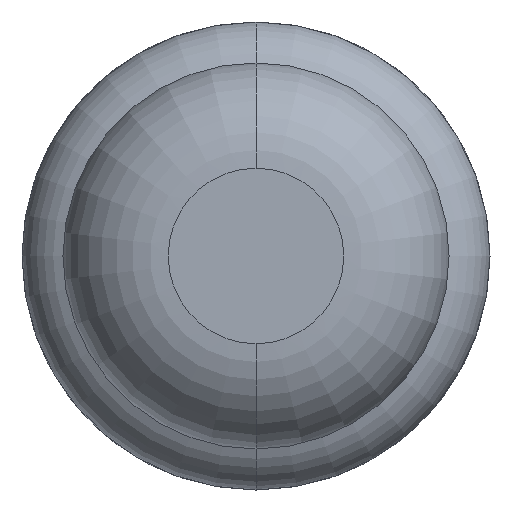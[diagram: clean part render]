
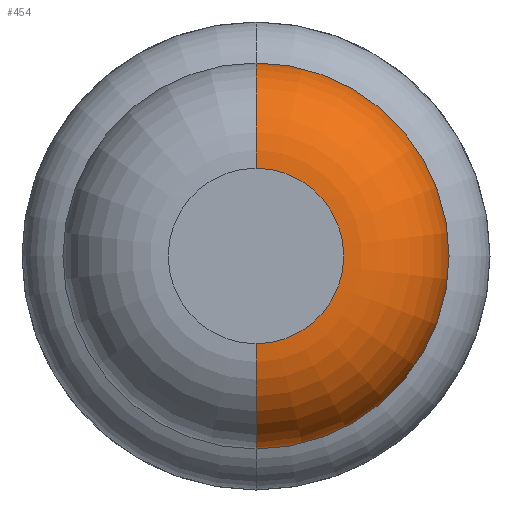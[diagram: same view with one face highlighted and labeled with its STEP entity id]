
A CAD part, front view. The second image highlights one B-rep face of the part: STEP entity #454.
In plain terms, the highlighted toroidal (fillet/blend) face has major radius 0.375 mm and minor radius 0.45 mm.
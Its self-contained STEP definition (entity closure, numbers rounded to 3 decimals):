
#90 = CARTESIAN_POINT ( 'NONE',  ( 0., -28.55, -0.825 ) ) ;
#204 = ORIENTED_EDGE ( 'NONE', *, *, #5345, .F. ) ;
#246 = EDGE_CURVE ( 'NONE', #6000, #1678, #5390, .T. ) ;
#257 = AXIS2_PLACEMENT_3D ( 'NONE', #5970, #4555, #1362 ) ;
#386 = AXIS2_PLACEMENT_3D ( 'NONE', #4072, #1745, #879 ) ;
#454 = ADVANCED_FACE ( 'Defeature ausgef�hrt1_8', ( #4526 ), #2190, .T. ) ;
#486 = EDGE_LOOP ( 'NONE', ( #3214, #4600, #204, #2937 ) ) ;
#879 = DIRECTION ( 'NONE',  ( 0., 0., -1. ) ) ;
#887 = CARTESIAN_POINT ( 'NONE',  ( 0., -29., -0.375 ) ) ;
#1057 = VERTEX_POINT ( 'NONE', #887 ) ;
#1062 = CARTESIAN_POINT ( 'NONE',  ( 0., -28.55, 0.375 ) ) ;
#1258 = DIRECTION ( 'NONE',  ( 0., 0., 1. ) ) ;
#1362 = DIRECTION ( 'NONE',  ( 0., 0., 1. ) ) ;
#1456 = DIRECTION ( 'NONE',  ( 0., 0., 1. ) ) ;
#1678 = VERTEX_POINT ( 'NONE', #5471 ) ;
#1743 = CARTESIAN_POINT ( 'NONE',  ( 0., -28.55, 0. ) ) ;
#1745 = DIRECTION ( 'NONE',  ( 1., 0., 0. ) ) ;
#1841 = AXIS2_PLACEMENT_3D ( 'NONE', #4846, #2055, #5317 ) ;
#1969 = CARTESIAN_POINT ( 'NONE',  ( 0., -29., 0.375 ) ) ;
#2055 = DIRECTION ( 'NONE',  ( 0., 1., 0. ) ) ;
#2190 = TOROIDAL_SURFACE ( 'NONE', #2604, 0.375, 0.45 ) ;
#2535 = AXIS2_PLACEMENT_3D ( 'NONE', #1062, #5208, #1456 ) ;
#2604 = AXIS2_PLACEMENT_3D ( 'NONE', #1743, #2630, #1258 ) ;
#2630 = DIRECTION ( 'NONE',  ( 0., 1., 0. ) ) ;
#2840 = CIRCLE ( 'NONE', #1841, 0.825 ) ;
#2937 = ORIENTED_EDGE ( 'NONE', *, *, #246, .F. ) ;
#3107 = CIRCLE ( 'NONE', #386, 0.45 ) ;
#3214 = ORIENTED_EDGE ( 'NONE', *, *, #4013, .T. ) ;
#4013 = EDGE_CURVE ( 'Defeature ausgef�hrt1_8+Defeature ausgef�hrt1_7+Defeature ausgef�hrt1_7+Defeature ausgef�hrt1_7', #6000, #1057, #4990, .T. ) ;
#4072 = CARTESIAN_POINT ( 'NONE',  ( 0., -28.55, -0.375 ) ) ;
#4526 = FACE_OUTER_BOUND ( 'NONE', #486, .T. ) ;
#4555 = DIRECTION ( 'NONE',  ( 0., 1., 0. ) ) ;
#4600 = ORIENTED_EDGE ( 'NONE', *, *, #5784, .T. ) ;
#4846 = CARTESIAN_POINT ( 'NONE',  ( 0., -28.55, 0. ) ) ;
#4990 = CIRCLE ( 'NONE', #257, 0.375 ) ;
#5208 = DIRECTION ( 'NONE',  ( -1., 0., 0. ) ) ;
#5317 = DIRECTION ( 'NONE',  ( 0., 0., 1. ) ) ;
#5345 = EDGE_CURVE ( 'Defeature ausgef�hrt1_9+Defeature ausgef�hrt1_8+Defeature ausgef�hrt1_8+Defeature ausgef�hrt1_8', #1678, #6032, #2840, .T. ) ;
#5390 = CIRCLE ( 'NONE', #2535, 0.45 ) ;
#5471 = CARTESIAN_POINT ( 'NONE',  ( 0., -28.55, 0.825 ) ) ;
#5784 = EDGE_CURVE ( 'NONE', #1057, #6032, #3107, .T. ) ;
#5970 = CARTESIAN_POINT ( 'NONE',  ( 0., -29., 0. ) ) ;
#6000 = VERTEX_POINT ( 'NONE', #1969 ) ;
#6032 = VERTEX_POINT ( 'NONE', #90 ) ;
